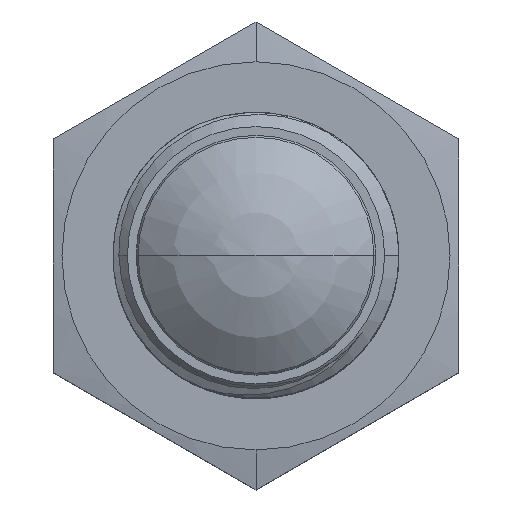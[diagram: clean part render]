
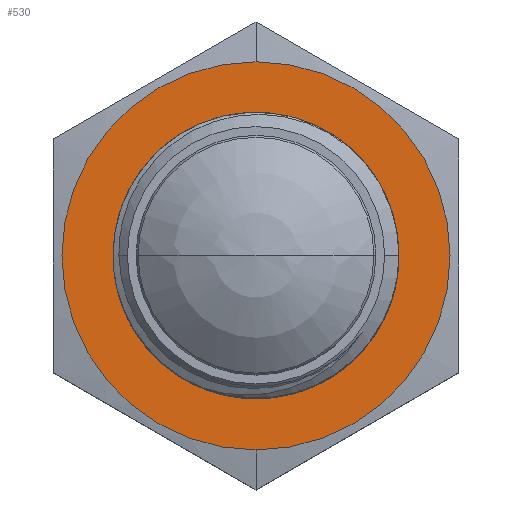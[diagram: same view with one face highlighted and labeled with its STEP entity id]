
A CAD part, top view. The second image highlights one B-rep face of the part: STEP entity #530.
In plain terms, the highlighted planar face has unit normal (0, 0, 1).
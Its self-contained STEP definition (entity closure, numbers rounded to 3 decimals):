
#239=CARTESIAN_POINT('',(0.,0.,1.5));
#240=DIRECTION('',(0.,0.,-1.));
#241=DIRECTION('',(0.,1.,0.));
#242=AXIS2_PLACEMENT_3D('',#239,#240,#241);
#244=CARTESIAN_POINT('',(0.,0.,1.5));
#245=DIRECTION('',(0.,0.,-1.));
#246=DIRECTION('',(0.,-1.,0.));
#247=AXIS2_PLACEMENT_3D('',#244,#245,#246);
#249=CARTESIAN_POINT('',(0.,0.,1.5));
#250=DIRECTION('',(0.,0.,1.));
#251=DIRECTION('',(-1.,0.,0.));
#252=AXIS2_PLACEMENT_3D('',#249,#250,#251);
#254=CARTESIAN_POINT('',(0.,0.,1.5));
#255=DIRECTION('',(0.,0.,1.));
#256=DIRECTION('',(1.,0.,0.));
#257=AXIS2_PLACEMENT_3D('',#254,#255,#256);
#351=CARTESIAN_POINT('',(0.,-8.144,1.5));
#352=CARTESIAN_POINT('',(0.,8.144,1.5));
#353=VERTEX_POINT('',#351);
#354=VERTEX_POINT('',#352);
#355=CARTESIAN_POINT('',(-5.5,0.,1.5));
#356=CARTESIAN_POINT('',(5.5,0.,1.5));
#357=VERTEX_POINT('',#355);
#358=VERTEX_POINT('',#356);
#514=CARTESIAN_POINT('',(0.,0.,1.5));
#515=DIRECTION('',(0.,0.,1.));
#516=DIRECTION('',(1.,0.,0.));
#517=AXIS2_PLACEMENT_3D('',#514,#515,#516);
#518=PLANE('',#517);
#520=ORIENTED_EDGE('',*,*,#519,.T.);
#521=ORIENTED_EDGE('',*,*,#502,.T.);
#522=EDGE_LOOP('',(#520,#521));
#523=FACE_OUTER_BOUND('',#522,.F.);
#525=ORIENTED_EDGE('',*,*,#524,.T.);
#527=ORIENTED_EDGE('',*,*,#526,.T.);
#528=EDGE_LOOP('',(#525,#527));
#529=FACE_BOUND('',#528,.F.);
#243=CIRCLE('',#242,8.144);
#248=CIRCLE('',#247,8.144);
#253=CIRCLE('',#252,5.5);
#258=CIRCLE('',#257,5.5);
#502=EDGE_CURVE('',#353,#354,#248,.T.);
#519=EDGE_CURVE('',#354,#353,#243,.T.);
#524=EDGE_CURVE('',#357,#358,#253,.T.);
#526=EDGE_CURVE('',#358,#357,#258,.T.);
#530=ADVANCED_FACE('',(#523,#529),#518,.T.);
